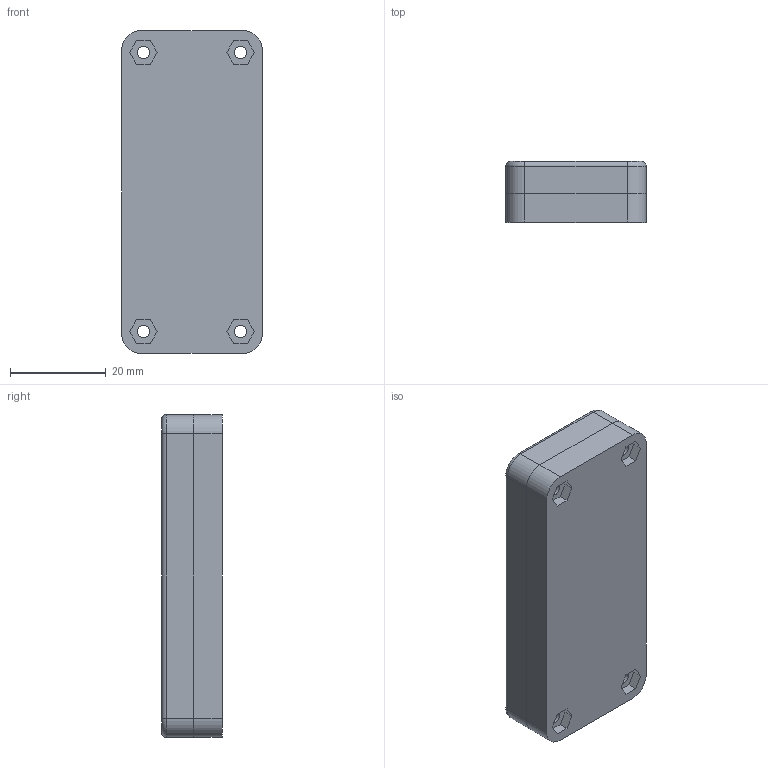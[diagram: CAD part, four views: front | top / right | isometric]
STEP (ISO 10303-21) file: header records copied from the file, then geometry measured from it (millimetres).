
FILE_DESCRIPTION(/* description */ (''),/* implementation_level */ '2;1');
FILE_NAME(/* name */ 'three key by half inch enclosure.step',/* time_stamp */ '2018-05-11T10:15:29-06:00',/* author */ ('bikerglen'),/* organization */ (''),/* preprocessor_version */ 'ST-DEVELOPER v17',/* originating_system */ 'Autodesk Translation Framework v7.1.0.215',/* authorisation */ '');
FILE_SCHEMA (('AUTOMOTIVE_DESIGN { 1 0 10303 214 3 1 1 }'));
Length unit declared in the file: millimetre
Products named in the file (3): half inch three key enclosure; Enclosure Bottom; Enclosure Top
Assembly tree (2 placements, depth 2):
  half inch three key enclosure
    Enclosure Bottom
    Enclosure Top
Bounding box: 29.4 x 12.7 x 67.5 mm (x, y, z)
Volume: 7734.1 mm3; surface area: 11173.3 mm2
Topology: 2 solids, 2 shells, 130 faces, 350 edges, 232 vertices
Faces by surface type: plane 90, cylinder 32, torus 4, cone 4
Full cylindrical faces by diameter (mm): 2.54 x8, 5 x4
Entity records: 4191 total; most frequent: CARTESIAN_POINT 717, ORIENTED_EDGE 700, DIRECTION 700, EDGE_CURVE 350, LINE 270, VECTOR 270, VERTEX_POINT 232, AXIS2_PLACEMENT_3D 215
